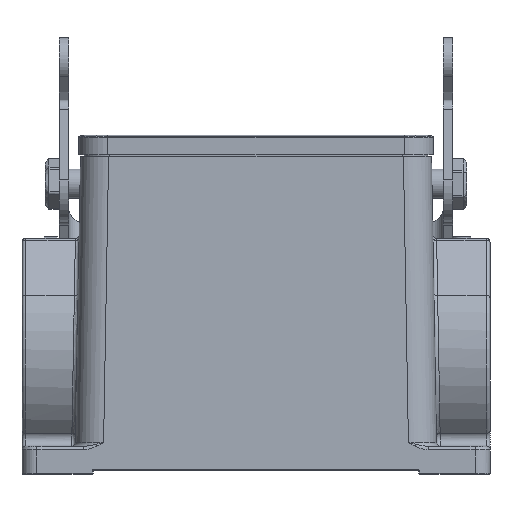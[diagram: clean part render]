
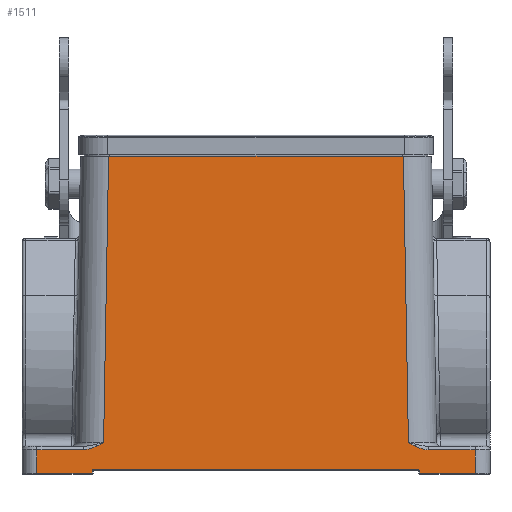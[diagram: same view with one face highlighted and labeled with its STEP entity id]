
A CAD part, front view. The second image highlights one B-rep face of the part: STEP entity #1511.
In plain terms, the highlighted planar face has unit normal (0, -1, 0.018).
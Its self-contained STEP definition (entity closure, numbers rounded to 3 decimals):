
#157=B_SPLINE_CURVE_WITH_KNOTS('',3,(#15353,#15354,#15355,#15356),
 .UNSPECIFIED.,.F.,.F.,(4,4),(0.,1.),.UNSPECIFIED.);
#158=B_SPLINE_CURVE_WITH_KNOTS('',3,(#15377,#15378,#15379,#15380,#15381,
#15382,#15383,#15384,#15385,#15386),.UNSPECIFIED.,.F.,.F.,(4,3,3,4),(0.,
0.5,0.771,1.),.UNSPECIFIED.);
#321=ELLIPSE('',#10825,0.6,0.6);
#322=ELLIPSE('',#10826,0.6,0.6);
#936=FACE_OUTER_BOUND('',#2552,.T.);
#1511=ADVANCED_FACE('',(#936),#2109,.T.);
#2109=PLANE('',#10828);
#2552=EDGE_LOOP('',(#4963,#4964,#4965,#4966,#4967,#4968,#4969,#4970,#4971,
#4972,#4973,#4974,#4975,#4976,#4977,#4978,#4979,#4980));
#3287=LINE('',#15344,#4009);
#3288=LINE('',#15346,#4010);
#3289=LINE('',#15349,#4011);
#3290=LINE('',#15357,#4012);
#3291=LINE('',#15359,#4013);
#3292=LINE('',#15361,#4014);
#3293=LINE('',#15365,#4015);
#3294=LINE('',#15369,#4016);
#3295=LINE('',#15371,#4017);
#3296=LINE('',#15373,#4018);
#3297=LINE('',#15375,#4019);
#3298=LINE('',#15390,#4020);
#4009=VECTOR('',#12243,1.);
#4010=VECTOR('',#12246,1.);
#4011=VECTOR('',#12247,1.);
#4012=VECTOR('',#12250,1.);
#4013=VECTOR('',#12251,1.);
#4014=VECTOR('',#12252,1.);
#4015=VECTOR('',#12255,1.);
#4016=VECTOR('',#12258,1.);
#4017=VECTOR('',#12259,1.);
#4018=VECTOR('',#12260,1.);
#4019=VECTOR('',#12261,1.);
#4020=VECTOR('',#12264,1.);
#4963=ORIENTED_EDGE('',*,*,#8828,.T.);
#4964=ORIENTED_EDGE('',*,*,#8829,.F.);
#4965=ORIENTED_EDGE('',*,*,#8830,.F.);
#4966=ORIENTED_EDGE('',*,*,#8831,.F.);
#4967=ORIENTED_EDGE('',*,*,#8827,.T.);
#4968=ORIENTED_EDGE('',*,*,#8832,.T.);
#4969=ORIENTED_EDGE('',*,*,#8833,.T.);
#4970=ORIENTED_EDGE('',*,*,#8834,.F.);
#4971=ORIENTED_EDGE('',*,*,#8835,.F.);
#4972=ORIENTED_EDGE('',*,*,#8836,.T.);
#4973=ORIENTED_EDGE('',*,*,#8837,.F.);
#4974=ORIENTED_EDGE('',*,*,#8838,.F.);
#4975=ORIENTED_EDGE('',*,*,#8839,.T.);
#4976=ORIENTED_EDGE('',*,*,#8840,.T.);
#4977=ORIENTED_EDGE('',*,*,#8841,.T.);
#4978=ORIENTED_EDGE('',*,*,#8842,.F.);
#4979=ORIENTED_EDGE('',*,*,#8843,.F.);
#4980=ORIENTED_EDGE('',*,*,#8844,.F.);
#7806=VERTEX_POINT('',#15341);
#7807=VERTEX_POINT('',#15343);
#7808=VERTEX_POINT('',#15347);
#7809=VERTEX_POINT('',#15348);
#7810=VERTEX_POINT('',#15350);
#7811=VERTEX_POINT('',#15352);
#7812=VERTEX_POINT('',#15358);
#7813=VERTEX_POINT('',#15360);
#7814=VERTEX_POINT('',#15362);
#7815=VERTEX_POINT('',#15364);
#7816=VERTEX_POINT('',#15366);
#7817=VERTEX_POINT('',#15368);
#7818=VERTEX_POINT('',#15370);
#7819=VERTEX_POINT('',#15372);
#7820=VERTEX_POINT('',#15374);
#7821=VERTEX_POINT('',#15376);
#7822=VERTEX_POINT('',#15387);
#7823=VERTEX_POINT('',#15389);
#8827=EDGE_CURVE('',#7806,#7807,#3287,.T.);
#8828=EDGE_CURVE('',#7808,#7809,#3288,.T.);
#8829=EDGE_CURVE('',#7810,#7809,#3289,.T.);
#8830=EDGE_CURVE('',#7811,#7810,#10261,.T.);
#8831=EDGE_CURVE('',#7806,#7811,#157,.T.);
#8832=EDGE_CURVE('',#7807,#7812,#3290,.T.);
#8833=EDGE_CURVE('',#7812,#7813,#3291,.T.);
#8834=EDGE_CURVE('',#7814,#7813,#3292,.T.);
#8835=EDGE_CURVE('',#7815,#7814,#321,.T.);
#8836=EDGE_CURVE('',#7815,#7816,#3293,.T.);
#8837=EDGE_CURVE('',#7817,#7816,#322,.T.);
#8838=EDGE_CURVE('',#7818,#7817,#3294,.T.);
#8839=EDGE_CURVE('',#7818,#7819,#3295,.T.);
#8840=EDGE_CURVE('',#7819,#7820,#3296,.T.);
#8841=EDGE_CURVE('',#7820,#7821,#3297,.T.);
#8842=EDGE_CURVE('',#7822,#7821,#158,.T.);
#8843=EDGE_CURVE('',#7823,#7822,#10262,.T.);
#8844=EDGE_CURVE('',#7808,#7823,#3298,.T.);
#10261=CIRCLE('',#10824,35.099);
#10262=CIRCLE('',#10827,35.043);
#10824=AXIS2_PLACEMENT_3D('',#15351,#12248,#12249);
#10825=AXIS2_PLACEMENT_3D('',#15363,#12253,#12254);
#10826=AXIS2_PLACEMENT_3D('',#15367,#12256,#12257);
#10827=AXIS2_PLACEMENT_3D('',#15388,#12262,#12263);
#10828=AXIS2_PLACEMENT_3D('',#15391,#12265,#12266);
#12243=DIRECTION('',(-1.,0.,0.));
#12246=DIRECTION('',(-1.,0.,0.));
#12247=DIRECTION('',(0.017,0.017,1.));
#12248=DIRECTION('',(0.,-1.,0.017));
#12249=DIRECTION('',(0.,0.017,1.));
#12250=DIRECTION('',(0.,-0.017,-1.));
#12251=DIRECTION('',(1.,0.,0.));
#12252=DIRECTION('',(0.,-0.017,-1.));
#12253=DIRECTION('',(0.,-1.,0.017));
#12254=DIRECTION('',(0.,-0.017,-1.));
#12255=DIRECTION('',(1.,0.,0.));
#12256=DIRECTION('',(0.,-1.,0.017));
#12257=DIRECTION('',(0.,0.017,1.));
#12258=DIRECTION('',(0.,0.017,1.));
#12259=DIRECTION('',(1.,0.,0.));
#12260=DIRECTION('',(0.,0.017,1.));
#12261=DIRECTION('',(-1.,0.,0.));
#12262=DIRECTION('',(0.,-1.,0.017));
#12263=DIRECTION('',(0.,0.017,1.));
#12264=DIRECTION('',(0.017,-0.017,-1.));
#12265=DIRECTION('',(0.,-1.,0.017));
#12266=DIRECTION('',(0.,-0.017,-1.));
#15341=CARTESIAN_POINT('',(-46.144,-43.136,-37.033));
#15343=CARTESIAN_POINT('',(-58.5,-43.136,-37.033));
#15344=CARTESIAN_POINT('',(-65.59,-43.136,-37.033));
#15346=CARTESIAN_POINT('',(-65.59,-41.768,41.352));
#15347=CARTESIAN_POINT('',(39.374,-41.768,41.352));
#15348=CARTESIAN_POINT('',(-39.374,-41.768,41.352));
#15349=CARTESIAN_POINT('',(-40.863,-43.258,-43.981));
#15350=CARTESIAN_POINT('',(-40.709,-43.102,-35.068));
#15351=CARTESIAN_POINT('',(-58.042,-42.569,-4.551));
#15352=CARTESIAN_POINT('',(-42.569,-43.119,-36.05));
#15353=CARTESIAN_POINT('',(-46.144,-43.136,-37.033));
#15354=CARTESIAN_POINT('',(-44.888,-43.136,-37.033));
#15355=CARTESIAN_POINT('',(-43.696,-43.128,-36.589));
#15356=CARTESIAN_POINT('',(-42.569,-43.119,-36.05));
#15357=CARTESIAN_POINT('',(-58.5,-43.25,-43.55));
#15358=CARTESIAN_POINT('',(-58.5,-43.245,-43.245));
#15359=CARTESIAN_POINT('',(-65.59,-43.245,-43.245));
#15360=CARTESIAN_POINT('',(-43.8,-43.245,-43.245));
#15361=CARTESIAN_POINT('',(-43.8,-43.25,-43.55));
#15362=CARTESIAN_POINT('',(-43.8,-43.238,-42.845));
#15363=CARTESIAN_POINT('',(-43.2,-43.238,-42.845));
#15364=CARTESIAN_POINT('',(-43.2,-43.227,-42.245));
#15365=CARTESIAN_POINT('',(-65.59,-43.227,-42.245));
#15366=CARTESIAN_POINT('',(43.2,-43.227,-42.245));
#15367=CARTESIAN_POINT('',(43.2,-43.238,-42.845));
#15368=CARTESIAN_POINT('',(43.8,-43.238,-42.845));
#15369=CARTESIAN_POINT('',(43.8,-43.25,-43.55));
#15370=CARTESIAN_POINT('',(43.8,-43.245,-43.245));
#15371=CARTESIAN_POINT('',(-65.59,-43.245,-43.245));
#15372=CARTESIAN_POINT('',(58.5,-43.245,-43.245));
#15373=CARTESIAN_POINT('',(58.5,-43.25,-43.55));
#15374=CARTESIAN_POINT('',(58.5,-43.136,-37.033));
#15375=CARTESIAN_POINT('',(-65.59,-43.136,-37.033));
#15376=CARTESIAN_POINT('',(46.144,-43.136,-37.033));
#15377=CARTESIAN_POINT('',(42.57,-43.119,-36.05));
#15378=CARTESIAN_POINT('',(43.131,-43.124,-36.318));
#15379=CARTESIAN_POINT('',(43.709,-43.128,-36.56));
#15380=CARTESIAN_POINT('',(44.305,-43.131,-36.738));
#15381=CARTESIAN_POINT('',(44.628,-43.133,-36.834));
#15382=CARTESIAN_POINT('',(44.957,-43.134,-36.912));
#15383=CARTESIAN_POINT('',(45.29,-43.135,-36.964));
#15384=CARTESIAN_POINT('',(45.572,-43.136,-37.008));
#15385=CARTESIAN_POINT('',(45.858,-43.136,-37.033));
#15386=CARTESIAN_POINT('',(46.144,-43.136,-37.033));
#15387=CARTESIAN_POINT('',(42.569,-43.119,-36.05));
#15388=CARTESIAN_POINT('',(58.016,-42.57,-4.601));
#15389=CARTESIAN_POINT('',(40.709,-43.102,-35.067));
#15390=CARTESIAN_POINT('',(40.754,-43.149,-37.737));
#15391=CARTESIAN_POINT('',(-65.59,-43.25,-43.55));
